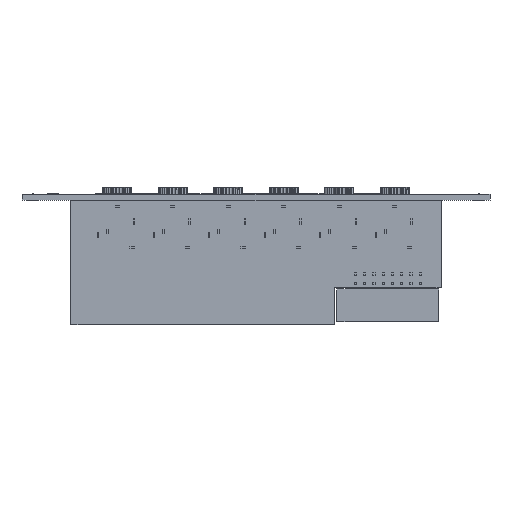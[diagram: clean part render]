
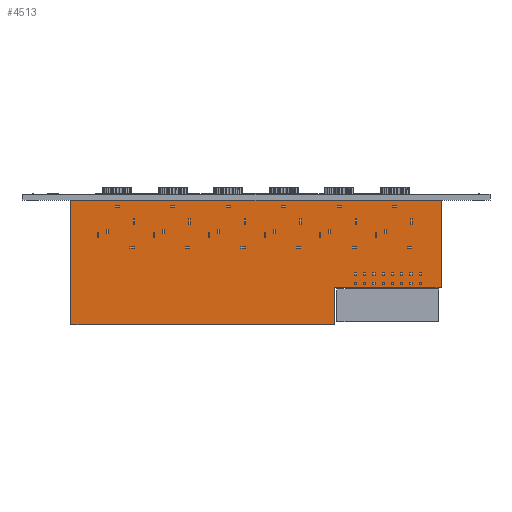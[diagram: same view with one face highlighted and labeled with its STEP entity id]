
A CAD part, left-side view. The second image highlights one B-rep face of the part: STEP entity #4513.
In plain terms, the highlighted face is planar.
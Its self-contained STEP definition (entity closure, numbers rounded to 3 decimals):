
#885 = ORIENTED_EDGE ( 'NONE', *, *, #5483, .T. ) ;
#1603 = DIRECTION ( 'NONE',  ( -1., 0., 0. ) ) ;
#3404 = ORIENTED_EDGE ( 'NONE', *, *, #27198, .T. ) ;
#3507 = CARTESIAN_POINT ( 'NONE',  ( -17.145, 0.8, -50.8 ) ) ;
#3615 = ORIENTED_EDGE ( 'NONE', *, *, #7321, .T. ) ;
#3879 = DIRECTION ( 'NONE',  ( 0., 0., -1. ) ) ;
#4389 = VERTEX_POINT ( 'NONE', #24294 ) ;
#4471 = VERTEX_POINT ( 'NONE', #25281 ) ;
#4513 = ADVANCED_FACE ( 'NONE', ( #10263 ), #27365, .T. ) ;
#4859 = VERTEX_POINT ( 'NONE', #3507 ) ;
#5483 = EDGE_CURVE ( 'NONE', #4389, #16338, #21019, .T. ) ;
#6790 = DIRECTION ( 'NONE',  ( 1., 0., 0. ) ) ;
#6924 = DIRECTION ( 'NONE',  ( 0., 0., 1. ) ) ;
#7188 = CARTESIAN_POINT ( 'NONE',  ( 6.985, 0.8, -21.59 ) ) ;
#7271 = ORIENTED_EDGE ( 'NONE', *, *, #12087, .T. ) ;
#7321 = EDGE_CURVE ( 'NONE', #15315, #4389, #10554, .T. ) ;
#8630 = VECTOR ( 'NONE', #3879, 1000. ) ;
#9025 = LINE ( 'NONE', #13346, #19546 ) ;
#9732 = LINE ( 'NONE', #25163, #8630 ) ;
#9967 = CARTESIAN_POINT ( 'NONE',  ( 17.145, 0.8, -21.59 ) ) ;
#10263 = FACE_OUTER_BOUND ( 'NONE', #17740, .T. ) ;
#10359 = VECTOR ( 'NONE', #25238, 1000. ) ;
#10554 = LINE ( 'NONE', #10696, #19962 ) ;
#10696 = CARTESIAN_POINT ( 'NONE',  ( 17.145, 0.8, -50.8 ) ) ;
#11110 = VERTEX_POINT ( 'NONE', #13938 ) ;
#11602 = ORIENTED_EDGE ( 'NONE', *, *, #14753, .T. ) ;
#12087 = EDGE_CURVE ( 'NONE', #16338, #4471, #9732, .T. ) ;
#12647 = DIRECTION ( 'NONE',  ( 0., 0., -1. ) ) ;
#13346 = CARTESIAN_POINT ( 'NONE',  ( -17.145, 0.8, -50.8 ) ) ;
#13938 = CARTESIAN_POINT ( 'NONE',  ( -17.145, 0.8, 50.8 ) ) ;
#14753 = EDGE_CURVE ( 'NONE', #4859, #11110, #24806, .T. ) ;
#15315 = VERTEX_POINT ( 'NONE', #18397 ) ;
#16338 = VERTEX_POINT ( 'NONE', #7188 ) ;
#16692 = CARTESIAN_POINT ( 'NONE',  ( -17.145, 0.8, -50.8 ) ) ;
#16796 = ORIENTED_EDGE ( 'NONE', *, *, #17735, .T. ) ;
#17417 = LINE ( 'NONE', #25958, #18777 ) ;
#17554 = DIRECTION ( 'NONE',  ( 0., 1., 0. ) ) ;
#17735 = EDGE_CURVE ( 'NONE', #11110, #15315, #17417, .T. ) ;
#17740 = EDGE_LOOP ( 'NONE', ( #7271, #3404, #11602, #16796, #3615, #885 ) ) ;
#18397 = CARTESIAN_POINT ( 'NONE',  ( 17.145, 0.8, 50.8 ) ) ;
#18677 = AXIS2_PLACEMENT_3D ( 'NONE', #25702, #17554, #6924 ) ;
#18777 = VECTOR ( 'NONE', #6790, 1000. ) ;
#19546 = VECTOR ( 'NONE', #26109, 1000. ) ;
#19962 = VECTOR ( 'NONE', #12647, 1000. ) ;
#21019 = LINE ( 'NONE', #9967, #26208 ) ;
#24294 = CARTESIAN_POINT ( 'NONE',  ( 17.145, 0.8, -21.59 ) ) ;
#24806 = LINE ( 'NONE', #16692, #10359 ) ;
#25163 = CARTESIAN_POINT ( 'NONE',  ( 6.985, 0.8, -50.8 ) ) ;
#25238 = DIRECTION ( 'NONE',  ( 0., 0., 1. ) ) ;
#25281 = CARTESIAN_POINT ( 'NONE',  ( 6.985, 0.8, -50.8 ) ) ;
#25702 = CARTESIAN_POINT ( 'NONE',  ( 0., 0.8, 0. ) ) ;
#25958 = CARTESIAN_POINT ( 'NONE',  ( -17.145, 0.8, 50.8 ) ) ;
#26109 = DIRECTION ( 'NONE',  ( -1., 0., 0. ) ) ;
#26208 = VECTOR ( 'NONE', #1603, 1000. ) ;
#27198 = EDGE_CURVE ( 'NONE', #4471, #4859, #9025, .T. ) ;
#27365 = PLANE ( 'NONE',  #18677 ) ;
